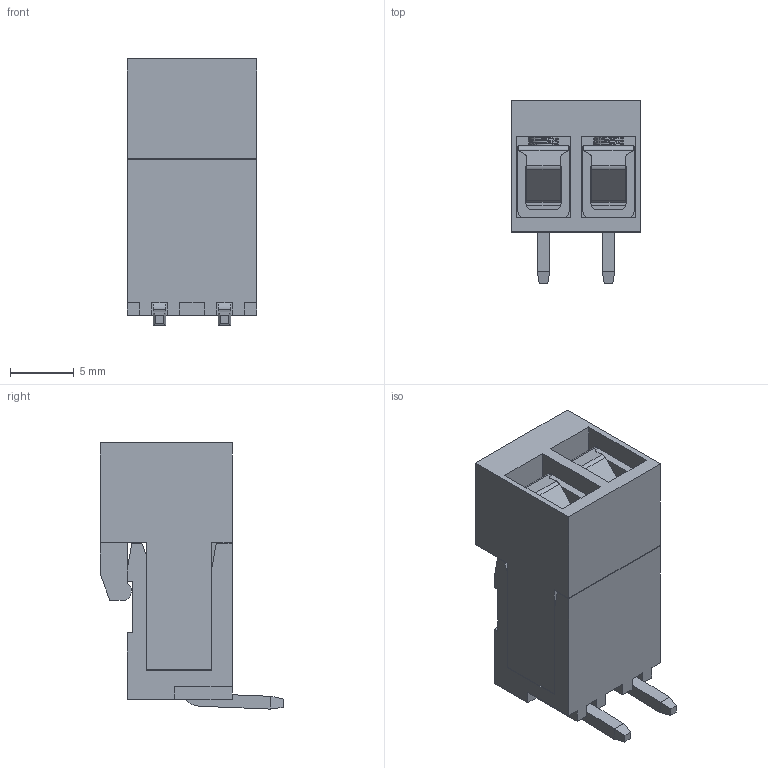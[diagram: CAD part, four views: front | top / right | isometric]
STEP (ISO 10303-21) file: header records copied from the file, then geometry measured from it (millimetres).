
FILE_DESCRIPTION (( 'STEP AP214' ), '1' );
FILE_NAME ('2EDG128-5.0-2P_2.STEP', '2014-01-04T10:10:35', ( '' ), ( '' ), 'SwSTEP 2.0', 'SolidWorks 2012', '' );
FILE_SCHEMA (( 'AUTOMOTIVE_DESIGN' ));
Length unit declared in the file: millimetre
Products named in the file (6): 錨璃18; 錨璃7; 錨璃3; 錨璃17; 錨璃16; 2EDG128-5.0-2P_2
Assembly tree (8 placements, depth 2):
  2EDG128-5.0-2P_2
    錨璃16
    錨璃17
    錨璃3  x2
    錨璃7  x2
    錨璃18  x2
Bounding box: 10.16 x 14.31 x 20.81 mm (x, y, z)
Volume: 1371.6 mm3; surface area: 3023.4 mm2
Topology: 8 solids, 8 shells, 368 faces, 972 edges, 634 vertices
Faces by surface type: plane 191, cylinder 145, torus 16, bspline 10, cone 6
Entity records: 10966 total; most frequent: CARTESIAN_POINT 3835, ORIENTED_EDGE 1394, DIRECTION 1262, EDGE_CURVE 697, VECTOR 476, LINE 476, VERTEX_POINT 453, AXIS2_PLACEMENT_3D 393
